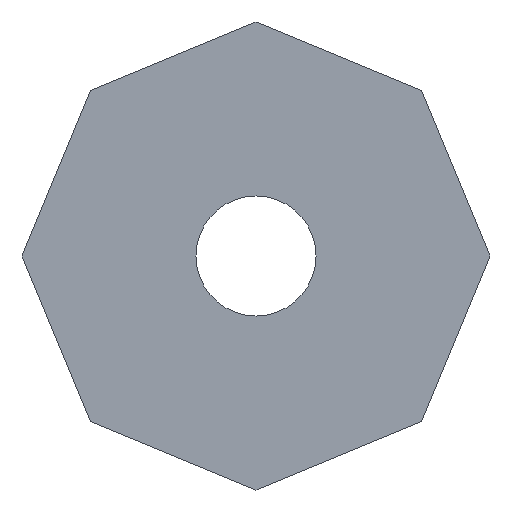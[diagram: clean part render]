
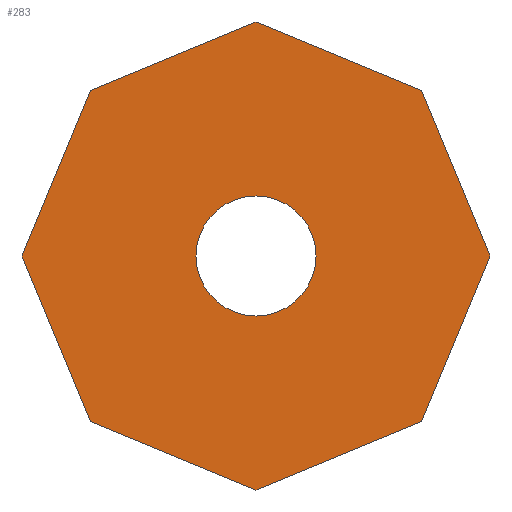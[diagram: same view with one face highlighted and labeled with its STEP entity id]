
A CAD part, front view. The second image highlights one B-rep face of the part: STEP entity #283.
In plain terms, the highlighted planar face has unit normal (0, -1, 0).
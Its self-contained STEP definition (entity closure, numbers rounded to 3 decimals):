
#1 = VERTEX_POINT ( 'NONE', #269 ) ;
#7 = LINE ( 'NONE', #341, #226 ) ;
#14 = VERTEX_POINT ( 'NONE', #186 ) ;
#20 = DIRECTION ( 'NONE',  ( -0.924, 0., 0.383 ) ) ;
#26 = VERTEX_POINT ( 'NONE', #338 ) ;
#31 = VERTEX_POINT ( 'NONE', #426 ) ;
#32 = LINE ( 'NONE', #71, #436 ) ;
#37 = VECTOR ( 'NONE', #85, 1000. ) ;
#46 = LINE ( 'NONE', #92, #230 ) ;
#50 = VERTEX_POINT ( 'NONE', #363 ) ;
#53 = DIRECTION ( 'NONE',  ( 0., 1., 0. ) ) ;
#56 = CARTESIAN_POINT ( 'NONE',  ( -3.444, -1.375, 3.444 ) ) ;
#62 = LINE ( 'NONE', #282, #153 ) ;
#71 = CARTESIAN_POINT ( 'NONE',  ( 3.444, -1.375, 3.444 ) ) ;
#75 = VECTOR ( 'NONE', #244, 1000. ) ;
#85 = DIRECTION ( 'NONE',  ( 0.383, 0., 0.924 ) ) ;
#87 = CARTESIAN_POINT ( 'NONE',  ( -4.871, -1.375, 0. ) ) ;
#91 = CARTESIAN_POINT ( 'NONE',  ( -4.871, -1.375, 0. ) ) ;
#92 = CARTESIAN_POINT ( 'NONE',  ( 4.871, -1.375, 0. ) ) ;
#96 = ORIENTED_EDGE ( 'NONE', *, *, #370, .F. ) ;
#99 = EDGE_CURVE ( 'NONE', #228, #219, #169, .T. ) ;
#100 = CARTESIAN_POINT ( 'NONE',  ( -3.444, -1.375, -3.444 ) ) ;
#103 = LINE ( 'NONE', #249, #75 ) ;
#110 = DIRECTION ( 'NONE',  ( 0., 1., 0. ) ) ;
#131 = CARTESIAN_POINT ( 'NONE',  ( 0., -1.375, 0. ) ) ;
#135 = EDGE_CURVE ( 'NONE', #412, #31, #46, .T. ) ;
#151 = CARTESIAN_POINT ( 'NONE',  ( 0., -1.375, 0. ) ) ;
#152 = ORIENTED_EDGE ( 'NONE', *, *, #99, .F. ) ;
#153 = VECTOR ( 'NONE', #284, 1000. ) ;
#158 = EDGE_CURVE ( 'NONE', #347, #267, #321, .T. ) ;
#160 = EDGE_CURVE ( 'NONE', #26, #1, #413, .T. ) ;
#162 = VECTOR ( 'NONE', #410, 1000. ) ;
#169 = LINE ( 'NONE', #91, #37 ) ;
#171 = EDGE_LOOP ( 'NONE', ( #416, #238 ) ) ;
#184 = EDGE_CURVE ( 'NONE', #219, #14, #7, .T. ) ;
#186 = CARTESIAN_POINT ( 'NONE',  ( 0., -1.375, 4.871 ) ) ;
#196 = AXIS2_PLACEMENT_3D ( 'NONE', #131, #53, #407 ) ;
#199 = CARTESIAN_POINT ( 'NONE',  ( -3.444, -1.375, -3.444 ) ) ;
#207 = AXIS2_PLACEMENT_3D ( 'NONE', #151, #110, #216 ) ;
#208 = DIRECTION ( 'NONE',  ( 0., 1., 0. ) ) ;
#216 = DIRECTION ( 'NONE',  ( 0., 0., 1. ) ) ;
#219 = VERTEX_POINT ( 'NONE', #56 ) ;
#220 = VECTOR ( 'NONE', #20, 1000. ) ;
#226 = VECTOR ( 'NONE', #314, 1000. ) ;
#228 = VERTEX_POINT ( 'NONE', #87 ) ;
#230 = VECTOR ( 'NONE', #378, 1000. ) ;
#235 = AXIS2_PLACEMENT_3D ( 'NONE', #345, #208, #243 ) ;
#238 = ORIENTED_EDGE ( 'NONE', *, *, #418, .T. ) ;
#243 = DIRECTION ( 'NONE',  ( 0., 0., 1. ) ) ;
#244 = DIRECTION ( 'NONE',  ( 0.924, 0., -0.383 ) ) ;
#249 = CARTESIAN_POINT ( 'NONE',  ( 0., -1.375, 4.871 ) ) ;
#257 = LINE ( 'NONE', #100, #162 ) ;
#265 = ORIENTED_EDGE ( 'NONE', *, *, #388, .F. ) ;
#267 = VERTEX_POINT ( 'NONE', #199 ) ;
#269 = CARTESIAN_POINT ( 'NONE',  ( 0., -1.375, -1.25 ) ) ;
#273 = PLANE ( 'NONE',  #235 ) ;
#282 = CARTESIAN_POINT ( 'NONE',  ( 3.444, -1.375, -3.444 ) ) ;
#283 = ADVANCED_FACE ( 'NONE', ( #297, #286 ), #273, .F. ) ;
#284 = DIRECTION ( 'NONE',  ( -0.924, 0., -0.383 ) ) ;
#286 = FACE_OUTER_BOUND ( 'NONE', #292, .T. ) ;
#292 = EDGE_LOOP ( 'NONE', ( #356, #303, #301, #152, #96, #365, #265, #342 ) ) ;
#297 = FACE_BOUND ( 'NONE', #171, .T. ) ;
#301 = ORIENTED_EDGE ( 'NONE', *, *, #184, .F. ) ;
#303 = ORIENTED_EDGE ( 'NONE', *, *, #361, .F. ) ;
#314 = DIRECTION ( 'NONE',  ( 0.924, 0., 0.383 ) ) ;
#315 = CARTESIAN_POINT ( 'NONE',  ( 0., -1.375, -4.871 ) ) ;
#321 = LINE ( 'NONE', #373, #220 ) ;
#323 = CARTESIAN_POINT ( 'NONE',  ( 4.871, -1.375, 0. ) ) ;
#337 = CIRCLE ( 'NONE', #207, 1.25 ) ;
#338 = CARTESIAN_POINT ( 'NONE',  ( 0., -1.375, 1.25 ) ) ;
#341 = CARTESIAN_POINT ( 'NONE',  ( -3.444, -1.375, 3.444 ) ) ;
#342 = ORIENTED_EDGE ( 'NONE', *, *, #135, .F. ) ;
#345 = CARTESIAN_POINT ( 'NONE',  ( 0., -1.375, 0. ) ) ;
#347 = VERTEX_POINT ( 'NONE', #315 ) ;
#356 = ORIENTED_EDGE ( 'NONE', *, *, #437, .F. ) ;
#361 = EDGE_CURVE ( 'NONE', #14, #50, #103, .T. ) ;
#363 = CARTESIAN_POINT ( 'NONE',  ( 3.444, -1.375, 3.444 ) ) ;
#365 = ORIENTED_EDGE ( 'NONE', *, *, #158, .F. ) ;
#370 = EDGE_CURVE ( 'NONE', #267, #228, #257, .T. ) ;
#373 = CARTESIAN_POINT ( 'NONE',  ( 0., -1.375, -4.871 ) ) ;
#378 = DIRECTION ( 'NONE',  ( -0.383, 0., -0.924 ) ) ;
#388 = EDGE_CURVE ( 'NONE', #31, #347, #62, .T. ) ;
#390 = DIRECTION ( 'NONE',  ( 0.383, 0., -0.924 ) ) ;
#407 = DIRECTION ( 'NONE',  ( 0., 0., 1. ) ) ;
#410 = DIRECTION ( 'NONE',  ( -0.383, 0., 0.924 ) ) ;
#412 = VERTEX_POINT ( 'NONE', #323 ) ;
#413 = CIRCLE ( 'NONE', #196, 1.25 ) ;
#416 = ORIENTED_EDGE ( 'NONE', *, *, #160, .T. ) ;
#418 = EDGE_CURVE ( 'NONE', #1, #26, #337, .T. ) ;
#426 = CARTESIAN_POINT ( 'NONE',  ( 3.444, -1.375, -3.444 ) ) ;
#436 = VECTOR ( 'NONE', #390, 1000. ) ;
#437 = EDGE_CURVE ( 'NONE', #50, #412, #32, .T. ) ;
